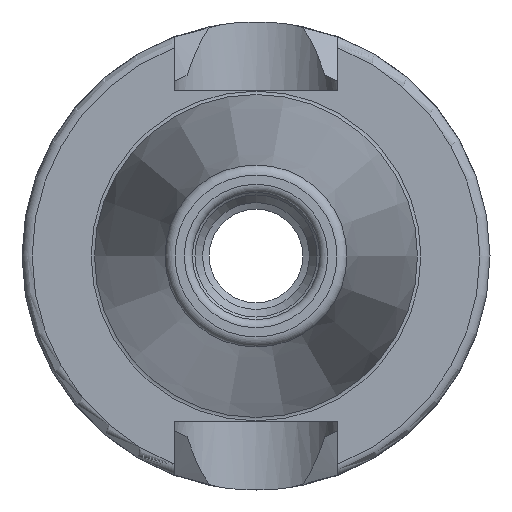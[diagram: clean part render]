
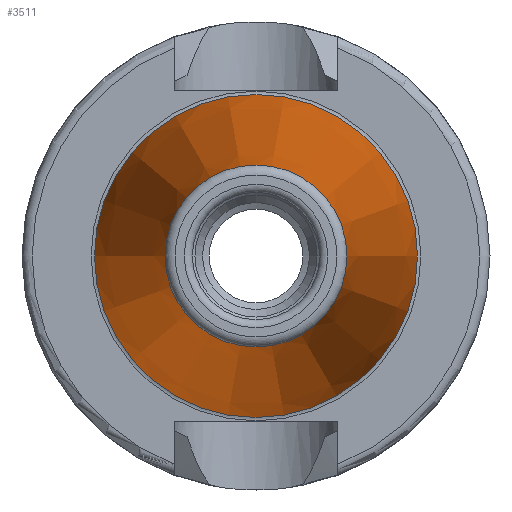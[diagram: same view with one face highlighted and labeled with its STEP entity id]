
A CAD part, left-side view. The second image highlights one B-rep face of the part: STEP entity #3511.
In plain terms, the highlighted conical face has half-angle 8.297 degrees and reference radius 12.408 mm.
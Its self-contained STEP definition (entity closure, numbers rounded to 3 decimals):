
#3477=CARTESIAN_POINT('',(-47.544,8.941,0.0));
#3478=VERTEX_POINT('',#3477);
#3479=CARTESIAN_POINT('',(-47.544,0.0,0.0));
#3480=DIRECTION('',(1.0,0.0,0.0));
#3481=DIRECTION('',(0.0,1.0,0.0));
#3482=AXIS2_PLACEMENT_3D('',#3479,#3480,#3481);
#3483=CIRCLE('',#3482,8.941);
#3484=EDGE_CURVE('',#3478,#3478,#3483,.T.);
#3492=CARTESIAN_POINT('',(-23.772,0.0,0.0));
#3493=DIRECTION('',(1.0,0.0,0.0));
#3494=DIRECTION('',(0.0,1.0,0.0));
#3495=AXIS2_PLACEMENT_3D('',#3492,#3493,#3494);
#3496=CONICAL_SURFACE('',#3495,12.408,8.297);
#3497=CARTESIAN_POINT('',(0.0,15.875,0.0));
#3498=VERTEX_POINT('',#3497);
#3499=CARTESIAN_POINT('',(0.0,0.0,0.0));
#3500=DIRECTION('',(1.0,0.0,0.0));
#3501=DIRECTION('',(0.0,1.0,0.0));
#3502=AXIS2_PLACEMENT_3D('',#3499,#3500,#3501);
#3503=CIRCLE('',#3502,15.875);
#3504=EDGE_CURVE('',#3498,#3498,#3503,.T.);
#3505=ORIENTED_EDGE('',*,*,#3504,.F.);
#3506=EDGE_LOOP('',(#3505));
#3507=FACE_OUTER_BOUND('',#3506,.T.);
#3508=ORIENTED_EDGE('',*,*,#3484,.T.);
#3509=EDGE_LOOP('',(#3508));
#3510=FACE_BOUND('',#3509,.T.);
#3511=ADVANCED_FACE('',(#3507,#3510),#3496,.T.);
